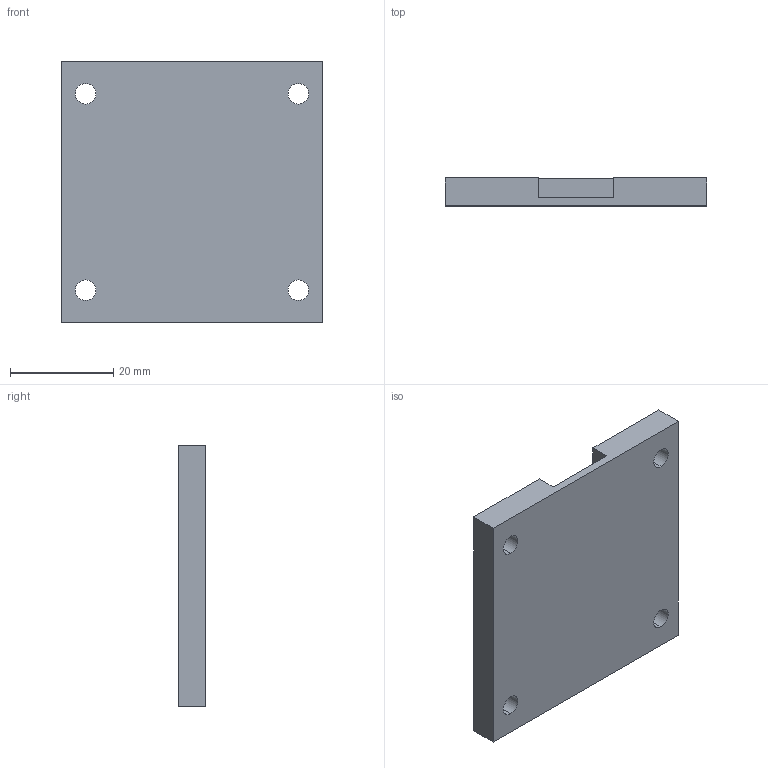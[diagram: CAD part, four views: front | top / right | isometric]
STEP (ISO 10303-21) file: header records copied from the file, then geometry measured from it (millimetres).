
FILE_DESCRIPTION (( 'STEP AP214' ), '1' );
FILE_NAME ('Base Plate.STEP', '2025-03-20T01:28:46', ( '' ), ( '' ), 'SwSTEP 2.0', 'SolidWorks 2024', '' );
FILE_SCHEMA (( 'AUTOMOTIVE_DESIGN' ));
Length unit declared in the file: inch
Products named in the file (1): Base Plate
Bounding box: 50.8 x 5.4 x 50.8 mm (x, y, z)
Volume: 12078.5 mm3; surface area: 6651.3 mm2
Topology: 1 solids, 1 shells, 21 faces, 54 edges, 36 vertices
Faces by surface type: plane 11, cylinder 10
Entity records: 691 total; most frequent: DIRECTION 118, CARTESIAN_POINT 112, ORIENTED_EDGE 108, EDGE_CURVE 54, AXIS2_PLACEMENT_3D 42, VERTEX_POINT 36, LINE 34, VECTOR 34
